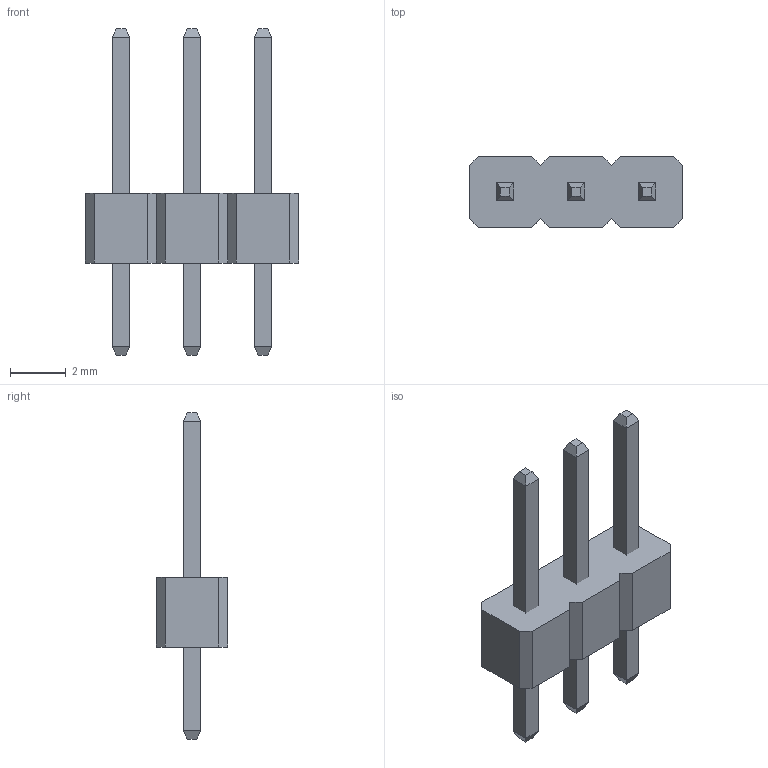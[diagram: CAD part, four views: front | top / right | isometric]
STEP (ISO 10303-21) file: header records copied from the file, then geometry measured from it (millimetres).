
FILE_DESCRIPTION(/* description */ (''),/* implementation_level */ '2;1');
FILE_NAME(/* name */ '5f3dd469933f190f816bc999',/* time_stamp */ '2020-08-20T01:39:54+00:00',/* author */ (''),/* organization */ (''),/* preprocessor_version */ 'ST-DEVELOPER v16.7',/* originating_system */ $,/* authorisation */ $);
FILE_SCHEMA (('AUTOMOTIVE_DESIGN {1 0 10303 214 3 1 1}'));
Length unit declared in the file: metre
Products named in the file (7): Part 7; Part 6; Part 5; Part 4; Plastic; Pin Bottom; Pin Top
Bounding box: 7.62 x 2.54 x 11.68 mm (x, y, z)
Volume: 60.9 mm3; surface area: 181 mm2
Topology: 7 solids, 7 shells, 82 faces, 180 edges, 112 vertices
Faces by surface type: plane 82
Entity records: 2354 total; most frequent: CARTESIAN_POINT 381, ORIENTED_EDGE 360, DIRECTION 358, EDGE_CURVE 180, LINE 180, VECTOR 180, VERTEX_POINT 112, AXIS2_PLACEMENT_3D 89
